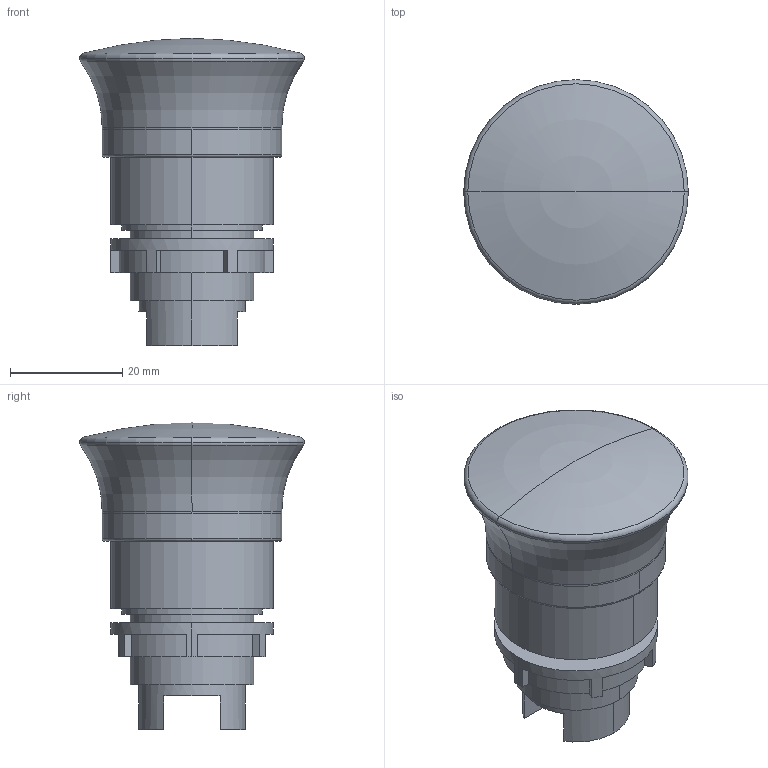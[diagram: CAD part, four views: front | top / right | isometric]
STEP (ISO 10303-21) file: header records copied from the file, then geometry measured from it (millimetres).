
FILE_DESCRIPTION(('STEP AP214'),'1');
FILE_NAME('coup_de_poing_024080_ew.stp','2017-05-11T06:50:51',('TraceParts'),('TraceParts S.A.'),'Spatial InterOp 3D',' ',' ');
FILE_SCHEMA(('automotive_design'));
Length unit declared in the file: millimetre
Products named in the file (2): coup_de_poing_024080_ew_1; coup_de_poing_024080_ew_2
Bounding box: 40 x 40 x 54.7 mm (x, y, z)
Volume: 33955.9 mm3; surface area: 8378.9 mm2
Topology: 2 solids, 2 shells, 64 faces, 163 edges, 106 vertices
Faces by surface type: plane 30, cylinder 22, torus 12
Entity records: 1996 total; most frequent: DIRECTION 382, CARTESIAN_POINT 333, ORIENTED_EDGE 322, EDGE_CURVE 161, AXIS2_PLACEMENT_3D 155, VERTEX_POINT 106, CIRCLE 89, LINE 72
